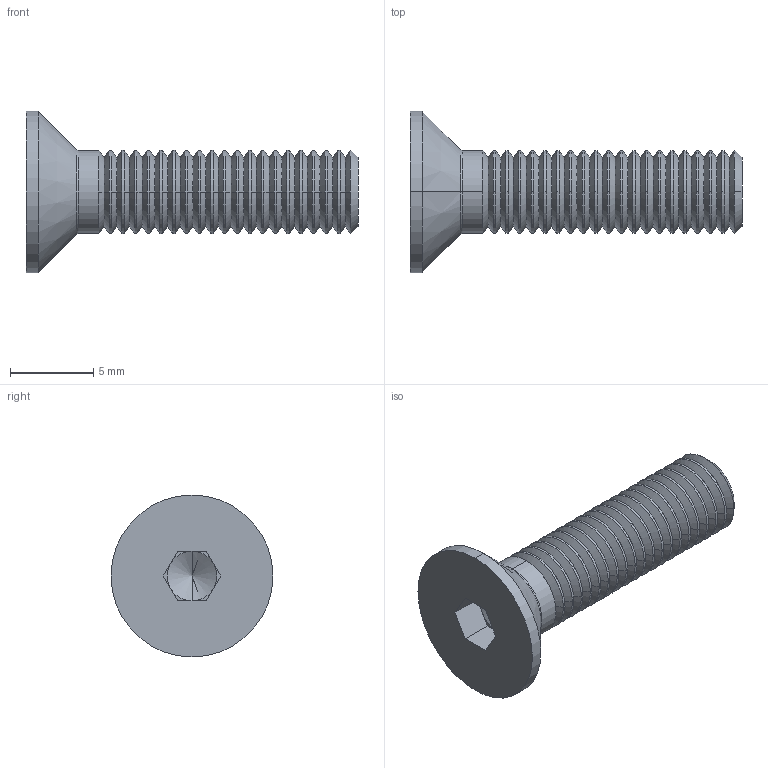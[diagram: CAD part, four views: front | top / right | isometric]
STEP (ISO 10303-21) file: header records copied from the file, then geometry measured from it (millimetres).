
FILE_DESCRIPTION(('FreeCAD Model'),'2;1');
FILE_NAME('Screws_M5.step', '2017-05-21T19:05:50',('Author'),(''), 'Open CASCADE STEP processor 6.8','FreeCAD','Unknown');
FILE_SCHEMA(('AUTOMOTIVE_DESIGN_CC2 { 1 2 10303 214 -1 1 5 4 }'));
Length unit declared in the file: millimetre
Products named in the file (1): User_Library-M5_x_20_csk_machine_screw
Bounding box: 20 x 9.75 x 9.75 mm (x, y, z)
Volume: 431.6 mm3; surface area: 591.3 mm2
Topology: 1 solids, 1 shells, 146 faces, 376 edges, 231 vertices
Faces by surface type: cone 86, cylinder 44, plane 14, torus 2
Entity records: 24565 total; most frequent: CARTESIAN_POINT 18108, DIRECTION 938, ORIENTED_EDGE 748, PCURVE 748, DEFINITIONAL_REPRESENTATION 748, B_SPLINE_CURVE_WITH_KNOTS 690, EDGE_CURVE 374, SURFACE_CURVE 374
